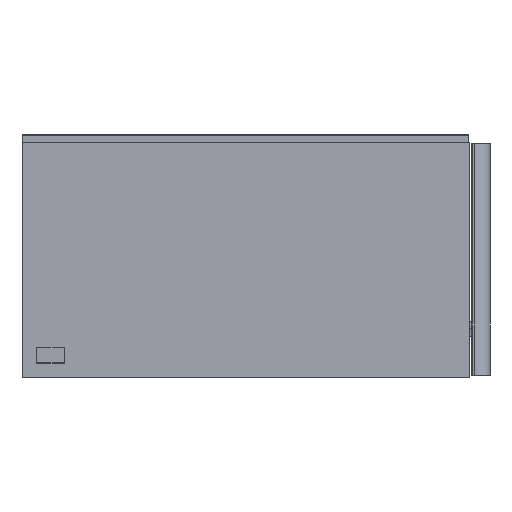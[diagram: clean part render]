
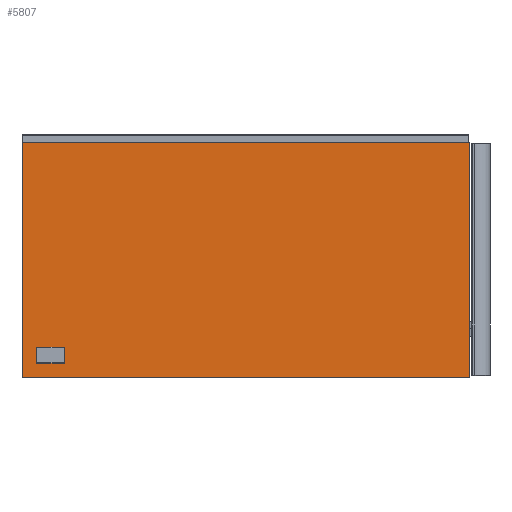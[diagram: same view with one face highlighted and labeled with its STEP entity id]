
A CAD part, left-side view. The second image highlights one B-rep face of the part: STEP entity #5807.
In plain terms, the highlighted planar face has unit normal (-1, 0, 0).
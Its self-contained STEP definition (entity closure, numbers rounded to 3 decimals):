
#5734=CARTESIAN_POINT('',(5967.723,-315.59,1348.0));
#5735=VERTEX_POINT('',#5734);
#5742=CARTESIAN_POINT('',(5967.723,-786.59,1348.0));
#5743=VERTEX_POINT('',#5742);
#5744=CARTESIAN_POINT('',(5967.723,-315.59,1348.0));
#5745=DIRECTION('',(0.0,-1.0,0.0));
#5746=VECTOR('',#5745,471.);
#5747=LINE('',#5744,#5746);
#5748=EDGE_CURVE('',#5735,#5743,#5747,.T.);
#5766=CARTESIAN_POINT('',(5967.723,-786.59,1100.0));
#5767=VERTEX_POINT('',#5766);
#5768=CARTESIAN_POINT('',(5967.723,-786.59,1348.0));
#5769=DIRECTION('',(0.0,0.0,-1.0));
#5770=VECTOR('',#5769,248.0);
#5771=LINE('',#5768,#5770);
#5772=EDGE_CURVE('',#5743,#5767,#5771,.T.);
#5784=CARTESIAN_POINT('',(5967.723,-551.09,1099.999));
#5785=DIRECTION('',(-1.0,0.0,0.0));
#5786=DIRECTION('',(0.0,0.0,1.0));
#5787=AXIS2_PLACEMENT_3D('',#5784,#5785,#5786);
#5788=PLANE('',#5787);
#5789=ORIENTED_EDGE('',*,*,#5772,.F.);
#5790=ORIENTED_EDGE('',*,*,#5748,.F.);
#5791=CARTESIAN_POINT('',(5967.723,-315.59,1100.0));
#5792=VERTEX_POINT('',#5791);
#5793=CARTESIAN_POINT('',(5967.723,-315.59,1100.0));
#5794=DIRECTION('',(0.0,0.0,1.0));
#5795=VECTOR('',#5794,248.0);
#5796=LINE('',#5793,#5795);
#5797=EDGE_CURVE('',#5792,#5735,#5796,.T.);
#5798=ORIENTED_EDGE('',*,*,#5797,.F.);
#5799=CARTESIAN_POINT('',(5967.723,-315.59,1100.0));
#5800=DIRECTION('',(0.0,-1.0,0.0));
#5801=VECTOR('',#5800,471.);
#5802=LINE('',#5799,#5801);
#5803=EDGE_CURVE('',#5792,#5767,#5802,.T.);
#5804=ORIENTED_EDGE('',*,*,#5803,.T.);
#5805=EDGE_LOOP('',(#5789,#5790,#5798,#5804));
#5806=FACE_OUTER_BOUND('',#5805,.T.);
#5807=ADVANCED_FACE('',(#5806),#5788,.T.);
